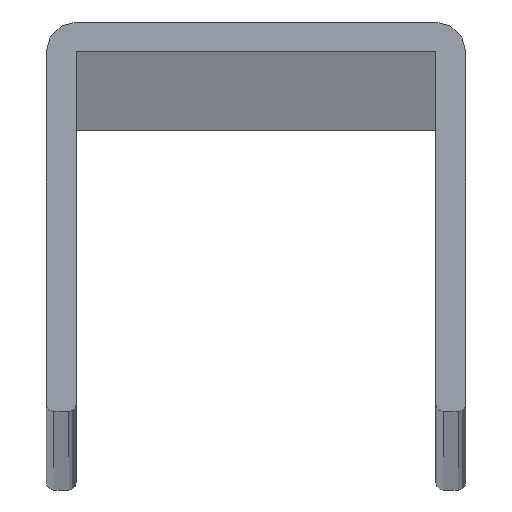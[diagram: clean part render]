
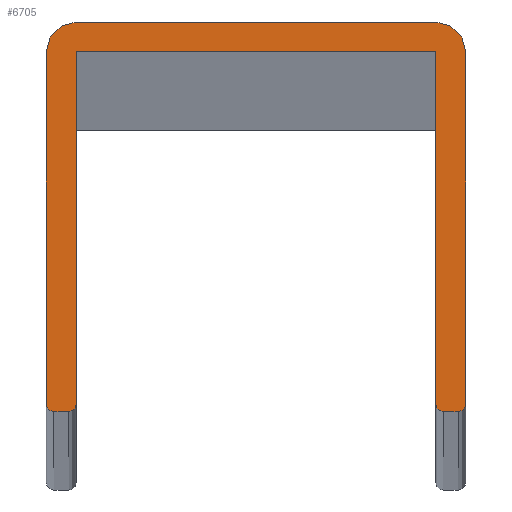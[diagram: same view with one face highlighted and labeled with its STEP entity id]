
A CAD part, top view. The second image highlights one B-rep face of the part: STEP entity #6705.
In plain terms, the highlighted planar face has unit normal (0, 0, 1).
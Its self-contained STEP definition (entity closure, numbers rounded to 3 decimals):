
#298 = ORIENTED_EDGE ( 'NONE', *, *, #11887, .T. ) ;
#382 = ORIENTED_EDGE ( 'NONE', *, *, #6931, .T. ) ;
#449 = CARTESIAN_POINT ( 'NONE',  ( 12.5, 0.5, 1500. ) ) ;
#694 = ORIENTED_EDGE ( 'NONE', *, *, #12508, .F. ) ;
#830 = CARTESIAN_POINT ( 'NONE',  ( 14., 24., 1500. ) ) ;
#895 = AXIS2_PLACEMENT_3D ( 'NONE', #8268, #2145, #5271 ) ;
#1048 = CARTESIAN_POINT ( 'NONE',  ( 12., 0.5, 1500. ) ) ;
#1070 = CARTESIAN_POINT ( 'NONE',  ( 12.5, 0., 1500. ) ) ;
#1235 = EDGE_CURVE ( 'NONE', #5123, #7487, #4408, .T. ) ;
#1234 = CIRCLE ( 'NONE', #895, 2. ) ;
#1338 = AXIS2_PLACEMENT_3D ( 'NONE', #5606, #5513, #9637 ) ;
#1571 = DIRECTION ( 'NONE',  ( 0., 0., 1. ) ) ;
#1767 = DIRECTION ( 'NONE',  ( 1., 0., 0. ) ) ;
#1966 = CIRCLE ( 'NONE', #6173, 0.5 ) ;
#2022 = ORIENTED_EDGE ( 'NONE', *, *, #11584, .T. ) ;
#2052 = CARTESIAN_POINT ( 'NONE',  ( 12., 26., 1500. ) ) ;
#2145 = DIRECTION ( 'NONE',  ( 0., 0., -1. ) ) ;
#2152 = VERTEX_POINT ( 'NONE', #7585 ) ;
#2210 = VECTOR ( 'NONE', #12984, 1000. ) ;
#2318 = ORIENTED_EDGE ( 'NONE', *, *, #7323, .T. ) ;
#2441 = DIRECTION ( 'NONE',  ( 0., 0., 1. ) ) ;
#2611 = ORIENTED_EDGE ( 'NONE', *, *, #9833, .T. ) ;
#2676 = VECTOR ( 'NONE', #9019, 1000. ) ;
#3043 = EDGE_CURVE ( 'NONE', #9578, #6688, #1234, .T. ) ;
#3055 = VERTEX_POINT ( 'NONE', #9268 ) ;
#3196 = CIRCLE ( 'NONE', #9634, 0.5 ) ;
#3387 = DIRECTION ( 'NONE',  ( 1., 0., 0. ) ) ;
#3634 = DIRECTION ( 'NONE',  ( 1., 0., 0. ) ) ;
#3720 = CARTESIAN_POINT ( 'NONE',  ( -14., 24., 1500. ) ) ;
#3790 = VERTEX_POINT ( 'NONE', #7734 ) ;
#3965 = CARTESIAN_POINT ( 'NONE',  ( -14., 0.5, 1500. ) ) ;
#4048 = LINE ( 'NONE', #11341, #5986 ) ;
#4124 = CARTESIAN_POINT ( 'NONE',  ( -12., 0.5, 1500. ) ) ;
#4408 = LINE ( 'NONE', #3965, #2676 ) ;
#4430 = VECTOR ( 'NONE', #11844, 1000. ) ;
#4479 = DIRECTION ( 'NONE',  ( 1., 0., 0. ) ) ;
#4591 = CARTESIAN_POINT ( 'NONE',  ( 14., 24., 1500. ) ) ;
#4655 = EDGE_CURVE ( 'NONE', #2152, #9578, #4048, .T. ) ;
#5004 = CARTESIAN_POINT ( 'NONE',  ( -12., 0.5, 1500. ) ) ;
#5045 = DIRECTION ( 'NONE',  ( 0., 1., 0. ) ) ;
#5123 = VERTEX_POINT ( 'NONE', #6653 ) ;
#5271 = DIRECTION ( 'NONE',  ( -1., 0., 0. ) ) ;
#5351 = ORIENTED_EDGE ( 'NONE', *, *, #11090, .T. ) ;
#5479 = CARTESIAN_POINT ( 'NONE',  ( -13.5, 0., 1500. ) ) ;
#5495 = ORIENTED_EDGE ( 'NONE', *, *, #4655, .F. ) ;
#5513 = DIRECTION ( 'NONE',  ( 0., 0., 1. ) ) ;
#5606 = CARTESIAN_POINT ( 'NONE',  ( -12.5, 0.5, 1500. ) ) ;
#5710 = DIRECTION ( 'NONE',  ( 1., 0., 0. ) ) ;
#5787 = EDGE_CURVE ( 'NONE', #8470, #10564, #1966, .T. ) ;
#5805 = CARTESIAN_POINT ( 'NONE',  ( 12., 24., 1500. ) ) ;
#5850 = CARTESIAN_POINT ( 'NONE',  ( 13.5, 0., 1500. ) ) ;
#5986 = VECTOR ( 'NONE', #12367, 1000. ) ;
#6097 = LINE ( 'NONE', #5850, #2210 ) ;
#6173 = AXIS2_PLACEMENT_3D ( 'NONE', #449, #1571, #10851 ) ;
#6275 = DIRECTION ( 'NONE',  ( 0., 0., 1. ) ) ;
#6323 = EDGE_CURVE ( 'NONE', #12154, #8325, #8529, .T. ) ;
#6326 = ORIENTED_EDGE ( 'NONE', *, *, #1235, .F. ) ;
#6534 = EDGE_LOOP ( 'NONE', ( #2611, #6326, #11585, #5351, #2318, #298, #9885, #2022, #10967, #11439, #382, #694, #11346, #5495 ) ) ;
#6653 = CARTESIAN_POINT ( 'NONE',  ( -14., 0.5, 1500. ) ) ;
#6688 = VERTEX_POINT ( 'NONE', #830 ) ;
#6705 = ADVANCED_FACE ( 'NONE', ( #11934 ), #8294, .T. ) ;
#6770 = CARTESIAN_POINT ( 'NONE',  ( -12., 24., 1500. ) ) ;
#6827 = CARTESIAN_POINT ( 'NONE',  ( 12., 24., 1500. ) ) ;
#6906 = LINE ( 'NONE', #6827, #9323 ) ;
#6931 = EDGE_CURVE ( 'NONE', #3790, #3055, #12887, .T. ) ;
#7129 = VERTEX_POINT ( 'NONE', #10899 ) ;
#7220 = CIRCLE ( 'NONE', #8833, 2. ) ;
#7310 = CARTESIAN_POINT ( 'NONE',  ( -12., 24., 1500. ) ) ;
#7323 = EDGE_CURVE ( 'NONE', #7129, #8895, #11920, .T. ) ;
#7487 = VERTEX_POINT ( 'NONE', #3720 ) ;
#7585 = CARTESIAN_POINT ( 'NONE',  ( -12., 26., 1500. ) ) ;
#7734 = CARTESIAN_POINT ( 'NONE',  ( 13.5, 0., 1500. ) ) ;
#8216 = DIRECTION ( 'NONE',  ( 0., 0., 1. ) ) ;
#8268 = CARTESIAN_POINT ( 'NONE',  ( 12., 24., 1500. ) ) ;
#8294 = PLANE ( 'NONE',  #9115 ) ;
#8325 = VERTEX_POINT ( 'NONE', #5805 ) ;
#8379 = DIRECTION ( 'NONE',  ( 1., 0., 0. ) ) ;
#8470 = VERTEX_POINT ( 'NONE', #1048 ) ;
#8529 = LINE ( 'NONE', #11025, #12901 ) ;
#8599 = CARTESIAN_POINT ( 'NONE',  ( -12., 24., 1500. ) ) ;
#8833 = AXIS2_PLACEMENT_3D ( 'NONE', #8599, #2441, #4479 ) ;
#8895 = VERTEX_POINT ( 'NONE', #4124 ) ;
#9019 = DIRECTION ( 'NONE',  ( 0., 1., 0. ) ) ;
#9115 = AXIS2_PLACEMENT_3D ( 'NONE', #7310, #8216, #8379 ) ;
#9176 = LINE ( 'NONE', #9739, #10789 ) ;
#9268 = CARTESIAN_POINT ( 'NONE',  ( 14., 0.5, 1500. ) ) ;
#9323 = VECTOR ( 'NONE', #12954, 1000. ) ;
#9578 = VERTEX_POINT ( 'NONE', #2052 ) ;
#9634 = AXIS2_PLACEMENT_3D ( 'NONE', #12459, #6275, #3387 ) ;
#9637 = DIRECTION ( 'NONE',  ( 1., 0., 0. ) ) ;
#9739 = CARTESIAN_POINT ( 'NONE',  ( -13.5, 0., 1500. ) ) ;
#9833 = EDGE_CURVE ( 'NONE', #2152, #7487, #7220, .T. ) ;
#9885 = ORIENTED_EDGE ( 'NONE', *, *, #6323, .T. ) ;
#10124 = LINE ( 'NONE', #5004, #10448 ) ;
#10448 = VECTOR ( 'NONE', #5045, 1000. ) ;
#10564 = VERTEX_POINT ( 'NONE', #1070 ) ;
#10570 = AXIS2_PLACEMENT_3D ( 'NONE', #10775, #12841, #3634 ) ;
#10775 = CARTESIAN_POINT ( 'NONE',  ( 13.5, 0.5, 1500. ) ) ;
#10789 = VECTOR ( 'NONE', #1767, 1000. ) ;
#10851 = DIRECTION ( 'NONE',  ( 1., 0., 0. ) ) ;
#10899 = CARTESIAN_POINT ( 'NONE',  ( -12.5, 0., 1500. ) ) ;
#10967 = ORIENTED_EDGE ( 'NONE', *, *, #5787, .T. ) ;
#11025 = CARTESIAN_POINT ( 'NONE',  ( -12., 24., 1500. ) ) ;
#11090 = EDGE_CURVE ( 'NONE', #11958, #7129, #9176, .T. ) ;
#11270 = LINE ( 'NONE', #4591, #4430 ) ;
#11341 = CARTESIAN_POINT ( 'NONE',  ( -12., 26., 1500. ) ) ;
#11346 = ORIENTED_EDGE ( 'NONE', *, *, #3043, .F. ) ;
#11439 = ORIENTED_EDGE ( 'NONE', *, *, #12175, .F. ) ;
#11584 = EDGE_CURVE ( 'NONE', #8325, #8470, #6906, .T. ) ;
#11585 = ORIENTED_EDGE ( 'NONE', *, *, #11930, .T. ) ;
#11844 = DIRECTION ( 'NONE',  ( 0., -1., 0. ) ) ;
#11887 = EDGE_CURVE ( 'NONE', #8895, #12154, #10124, .T. ) ;
#11920 = CIRCLE ( 'NONE', #1338, 0.5 ) ;
#11930 = EDGE_CURVE ( 'NONE', #5123, #11958, #3196, .T. ) ;
#11934 = FACE_OUTER_BOUND ( 'NONE', #6534, .T. ) ;
#11958 = VERTEX_POINT ( 'NONE', #5479 ) ;
#12154 = VERTEX_POINT ( 'NONE', #6770 ) ;
#12175 = EDGE_CURVE ( 'NONE', #3790, #10564, #6097, .T. ) ;
#12367 = DIRECTION ( 'NONE',  ( 1., 0., 0. ) ) ;
#12459 = CARTESIAN_POINT ( 'NONE',  ( -13.5, 0.5, 1500. ) ) ;
#12508 = EDGE_CURVE ( 'NONE', #6688, #3055, #11270, .T. ) ;
#12841 = DIRECTION ( 'NONE',  ( 0., 0., 1. ) ) ;
#12887 = CIRCLE ( 'NONE', #10570, 0.5 ) ;
#12901 = VECTOR ( 'NONE', #5710, 1000. ) ;
#12954 = DIRECTION ( 'NONE',  ( 0., -1., 0. ) ) ;
#12984 = DIRECTION ( 'NONE',  ( -1., 0., 0. ) ) ;
